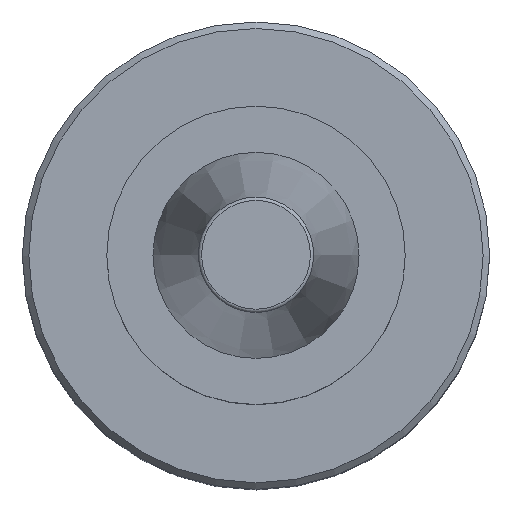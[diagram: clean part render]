
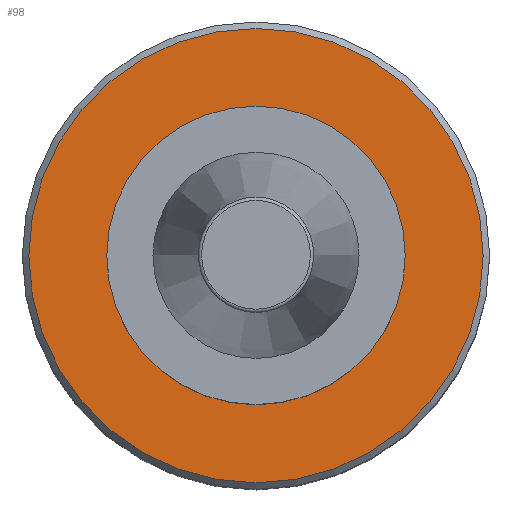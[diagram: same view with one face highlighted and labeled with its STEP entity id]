
A CAD part, top view. The second image highlights one B-rep face of the part: STEP entity #98.
In plain terms, the highlighted planar face has unit normal (0, 0, 1).
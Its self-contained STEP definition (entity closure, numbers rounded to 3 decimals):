
#75=FACE_BOUND('',#141,.T.);
#76=FACE_BOUND('',#142,.T.);
#98=ADVANCED_FACE('',(#75,#76),#108,.F.);
#108=PLANE('',#277);
#141=EDGE_LOOP('',(#179));
#142=EDGE_LOOP('',(#180));
#179=ORIENTED_EDGE('',*,*,#222,.F.);
#180=ORIENTED_EDGE('',*,*,#221,.T.);
#202=VERTEX_POINT('',#409);
#203=VERTEX_POINT('',#412);
#221=EDGE_CURVE('',#202,#202,#240,.T.);
#222=EDGE_CURVE('',#203,#203,#241,.T.);
#240=CIRCLE('',#274,22.25);
#241=CIRCLE('',#276,35.0);
#274=AXIS2_PLACEMENT_3D('',#408,#343,#344);
#276=AXIS2_PLACEMENT_3D('',#411,#347,#348);
#277=AXIS2_PLACEMENT_3D('',#413,#349,#350);
#343=DIRECTION('',(0.0,0.0,-1.0));
#344=DIRECTION('',(-1.0,0.0,0.0));
#347=DIRECTION('',(0.0,0.0,-1.0));
#348=DIRECTION('',(-1.0,0.0,0.0));
#349=DIRECTION('',(0.0,0.0,-1.0));
#350=DIRECTION('',(-1.0,0.0,0.0));
#408=CARTESIAN_POINT('',(0.0,0.0,-25.0));
#409=CARTESIAN_POINT('',(-22.25,0.0,-25.0));
#411=CARTESIAN_POINT('',(0.0,0.0,-25.0));
#412=CARTESIAN_POINT('',(-35.0,0.0,-25.0));
#413=CARTESIAN_POINT('',(14.302,17.044,-25.0));
